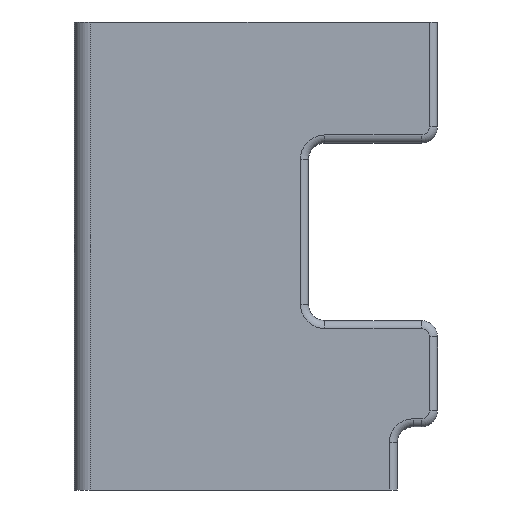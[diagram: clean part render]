
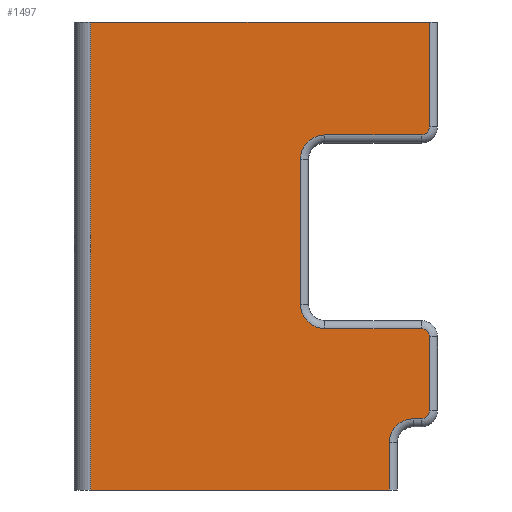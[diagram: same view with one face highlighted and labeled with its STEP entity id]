
A CAD part, left-side view. The second image highlights one B-rep face of the part: STEP entity #1497.
In plain terms, the highlighted planar face has unit normal (-1, 0, 0).
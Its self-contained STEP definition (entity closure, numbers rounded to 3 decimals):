
#8 = VECTOR ( 'NONE', #1642, 1000. ) ;
#30 = ORIENTED_EDGE ( 'NONE', *, *, #230, .T. ) ;
#31 = ORIENTED_EDGE ( 'NONE', *, *, #3189, .T. ) ;
#85 = EDGE_CURVE ( 'NONE', #2628, #4243, #2076, .T. ) ;
#89 = AXIS2_PLACEMENT_3D ( 'NONE', #5119, #2239, #930 ) ;
#128 = CARTESIAN_POINT ( 'NONE',  ( -29., -43., 20. ) ) ;
#176 = ORIENTED_EDGE ( 'NONE', *, *, #1849, .T. ) ;
#230 = EDGE_CURVE ( 'NONE', #5644, #2627, #2125, .T. ) ;
#251 = DIRECTION ( 'NONE',  ( 0., 1., 0. ) ) ;
#340 = CARTESIAN_POINT ( 'NONE',  ( -29., -31., 23. ) ) ;
#406 = LINE ( 'NONE', #3097, #3690 ) ;
#445 = ORIENTED_EDGE ( 'NONE', *, *, #3880, .T. ) ;
#497 = AXIS2_PLACEMENT_3D ( 'NONE', #685, #3484, #5458 ) ;
#516 = VERTEX_POINT ( 'NONE', #1906 ) ;
#529 = VERTEX_POINT ( 'NONE', #128 ) ;
#543 = VERTEX_POINT ( 'NONE', #3344 ) ;
#568 = CARTESIAN_POINT ( 'NONE',  ( -29., -28., 23. ) ) ;
#569 = DIRECTION ( 'NONE',  ( 0., 1., 0. ) ) ;
#581 = ORIENTED_EDGE ( 'NONE', *, *, #2769, .T. ) ;
#599 = CARTESIAN_POINT ( 'NONE',  ( -29., -44., 19. ) ) ;
#685 = CARTESIAN_POINT ( 'NONE',  ( -29., -43., 45. ) ) ;
#765 = VECTOR ( 'NONE', #4452, 1000. ) ;
#795 = ORIENTED_EDGE ( 'NONE', *, *, #1071, .F. ) ;
#857 = LINE ( 'NONE', #3243, #4472 ) ;
#915 = VERTEX_POINT ( 'NONE', #1145 ) ;
#920 = EDGE_CURVE ( 'NONE', #516, #5644, #2618, .T. ) ;
#930 = DIRECTION ( 'NONE',  ( 0., 1., 0. ) ) ;
#958 = VERTEX_POINT ( 'NONE', #2530 ) ;
#1069 = VECTOR ( 'NONE', #251, 1000. ) ;
#1071 = EDGE_CURVE ( 'NONE', #5639, #915, #857, .T. ) ;
#1086 = CIRCLE ( 'NONE', #89, 1. ) ;
#1139 = VERTEX_POINT ( 'NONE', #3361 ) ;
#1145 = CARTESIAN_POINT ( 'NONE',  ( -29., -44., 58. ) ) ;
#1229 = DIRECTION ( 'NONE',  ( 0., 1., 0. ) ) ;
#1238 = CARTESIAN_POINT ( 'NONE',  ( -29., -28., 41. ) ) ;
#1319 = LINE ( 'NONE', #5548, #2345 ) ;
#1497 = ADVANCED_FACE ( 'NONE', ( #2385 ), #3848, .F. ) ;
#1502 = CARTESIAN_POINT ( 'NONE',  ( -29., 0., 8. ) ) ;
#1516 = CARTESIAN_POINT ( 'NONE',  ( -29., -31., 44. ) ) ;
#1535 = CARTESIAN_POINT ( 'NONE',  ( -29., -43., 19. ) ) ;
#1642 = DIRECTION ( 'NONE',  ( 0., -1., 0. ) ) ;
#1771 = VERTEX_POINT ( 'NONE', #2500 ) ;
#1798 = ORIENTED_EDGE ( 'NONE', *, *, #85, .T. ) ;
#1849 = EDGE_CURVE ( 'NONE', #1771, #3028, #2000, .T. ) ;
#1887 = EDGE_CURVE ( 'NONE', #2933, #2628, #3210, .T. ) ;
#1906 = CARTESIAN_POINT ( 'NONE',  ( -29., -28., 41. ) ) ;
#1967 = EDGE_CURVE ( 'NONE', #1139, #958, #5625, .T. ) ;
#1977 = EDGE_CURVE ( 'NONE', #543, #915, #1319, .T. ) ;
#2000 = LINE ( 'NONE', #599, #3496 ) ;
#2015 = DIRECTION ( 'NONE',  ( -1., 0., 0. ) ) ;
#2076 = LINE ( 'NONE', #3942, #8 ) ;
#2125 = LINE ( 'NONE', #5415, #4211 ) ;
#2219 = DIRECTION ( 'NONE',  ( 0., 1., 0. ) ) ;
#2239 = DIRECTION ( 'NONE',  ( -1., 0., 0. ) ) ;
#2252 = CIRCLE ( 'NONE', #6075, 1. ) ;
#2345 = VECTOR ( 'NONE', #4625, 1000. ) ;
#2385 = FACE_OUTER_BOUND ( 'NONE', #5299, .T. ) ;
#2465 = EDGE_CURVE ( 'NONE', #3028, #529, #2252, .T. ) ;
#2474 = DIRECTION ( 'NONE',  ( 0., 0., 1. ) ) ;
#2483 = DIRECTION ( 'NONE',  ( 1., 0., 0. ) ) ;
#2500 = CARTESIAN_POINT ( 'NONE',  ( -29., -44., 9.826 ) ) ;
#2530 = CARTESIAN_POINT ( 'NONE',  ( -29., -39., 0. ) ) ;
#2553 = VECTOR ( 'NONE', #4346, 1000. ) ;
#2618 = CIRCLE ( 'NONE', #5056, 3. ) ;
#2627 = VERTEX_POINT ( 'NONE', #4945 ) ;
#2628 = VERTEX_POINT ( 'NONE', #5422 ) ;
#2694 = CARTESIAN_POINT ( 'NONE',  ( -29., 0., 0. ) ) ;
#2721 = ORIENTED_EDGE ( 'NONE', *, *, #1967, .T. ) ;
#2769 = EDGE_CURVE ( 'NONE', #4830, #4117, #4012, .T. ) ;
#2933 = VERTEX_POINT ( 'NONE', #3460 ) ;
#2979 = EDGE_CURVE ( 'NONE', #2627, #543, #4993, .T. ) ;
#2980 = LINE ( 'NONE', #3890, #2553 ) ;
#2985 = ORIENTED_EDGE ( 'NONE', *, *, #920, .T. ) ;
#3028 = VERTEX_POINT ( 'NONE', #5952 ) ;
#3039 = DIRECTION ( 'NONE',  ( 1., 0., 0. ) ) ;
#3097 = CARTESIAN_POINT ( 'NONE',  ( -29., -39., 8. ) ) ;
#3189 = EDGE_CURVE ( 'NONE', #4243, #1771, #1086, .T. ) ;
#3210 = CIRCLE ( 'NONE', #3407, 3. ) ;
#3222 = DIRECTION ( 'NONE',  ( 0., 0., 1. ) ) ;
#3243 = CARTESIAN_POINT ( 'NONE',  ( -29., 0., 58. ) ) ;
#3276 = DIRECTION ( 'NONE',  ( 0., -1., 0. ) ) ;
#3344 = CARTESIAN_POINT ( 'NONE',  ( -29., -44., 45. ) ) ;
#3361 = CARTESIAN_POINT ( 'NONE',  ( -29., -2., 0. ) ) ;
#3407 = AXIS2_PLACEMENT_3D ( 'NONE', #3459, #4040, #1229 ) ;
#3459 = CARTESIAN_POINT ( 'NONE',  ( -29., -42., 5.826 ) ) ;
#3460 = CARTESIAN_POINT ( 'NONE',  ( -29., -39., 5.826 ) ) ;
#3484 = DIRECTION ( 'NONE',  ( -1., 0., 0. ) ) ;
#3496 = VECTOR ( 'NONE', #2474, 1000. ) ;
#3525 = CARTESIAN_POINT ( 'NONE',  ( -29., -43., 8.826 ) ) ;
#3531 = LINE ( 'NONE', #1238, #765 ) ;
#3689 = DIRECTION ( 'NONE',  ( 0., -1., 0. ) ) ;
#3690 = VECTOR ( 'NONE', #3222, 1000. ) ;
#3848 = PLANE ( 'NONE',  #4281 ) ;
#3862 = ORIENTED_EDGE ( 'NONE', *, *, #2465, .T. ) ;
#3880 = EDGE_CURVE ( 'NONE', #4117, #516, #3531, .T. ) ;
#3890 = CARTESIAN_POINT ( 'NONE',  ( -29., -2., 0. ) ) ;
#3942 = CARTESIAN_POINT ( 'NONE',  ( -29., 0., 8.826 ) ) ;
#4012 = CIRCLE ( 'NONE', #4904, 3. ) ;
#4040 = DIRECTION ( 'NONE',  ( 1., 0., 0. ) ) ;
#4117 = VERTEX_POINT ( 'NONE', #568 ) ;
#4145 = ORIENTED_EDGE ( 'NONE', *, *, #4736, .T. ) ;
#4163 = EDGE_CURVE ( 'NONE', #529, #4830, #4942, .T. ) ;
#4211 = VECTOR ( 'NONE', #5322, 1000. ) ;
#4243 = VERTEX_POINT ( 'NONE', #3525 ) ;
#4281 = AXIS2_PLACEMENT_3D ( 'NONE', #1502, #2483, #569 ) ;
#4345 = EDGE_CURVE ( 'NONE', #958, #2933, #406, .T. ) ;
#4346 = DIRECTION ( 'NONE',  ( 0., 0., -1. ) ) ;
#4352 = CARTESIAN_POINT ( 'NONE',  ( -29., -31., 41. ) ) ;
#4441 = DIRECTION ( 'NONE',  ( 0., 1., 0. ) ) ;
#4452 = DIRECTION ( 'NONE',  ( 0., 0., 1. ) ) ;
#4472 = VECTOR ( 'NONE', #3689, 1000. ) ;
#4625 = DIRECTION ( 'NONE',  ( 0., 0., 1. ) ) ;
#4736 = EDGE_CURVE ( 'NONE', #5639, #1139, #2980, .T. ) ;
#4769 = DIRECTION ( 'NONE',  ( 0., 1., 0. ) ) ;
#4830 = VERTEX_POINT ( 'NONE', #4959 ) ;
#4904 = AXIS2_PLACEMENT_3D ( 'NONE', #340, #6001, #2219 ) ;
#4918 = ORIENTED_EDGE ( 'NONE', *, *, #1977, .T. ) ;
#4942 = LINE ( 'NONE', #5879, #1069 ) ;
#4945 = CARTESIAN_POINT ( 'NONE',  ( -29., -43., 44. ) ) ;
#4959 = CARTESIAN_POINT ( 'NONE',  ( -29., -31., 20. ) ) ;
#4976 = VECTOR ( 'NONE', #3276, 1000. ) ;
#4993 = CIRCLE ( 'NONE', #497, 1. ) ;
#5056 = AXIS2_PLACEMENT_3D ( 'NONE', #4352, #3039, #4441 ) ;
#5119 = CARTESIAN_POINT ( 'NONE',  ( -29., -43., 9.826 ) ) ;
#5233 = ORIENTED_EDGE ( 'NONE', *, *, #4345, .T. ) ;
#5299 = EDGE_LOOP ( 'NONE', ( #2721, #5233, #5436, #1798, #31, #176, #3862, #5708, #581, #445, #2985, #30, #5818, #4918, #795, #4145 ) ) ;
#5322 = DIRECTION ( 'NONE',  ( 0., -1., 0. ) ) ;
#5415 = CARTESIAN_POINT ( 'NONE',  ( -29., 0., 44. ) ) ;
#5422 = CARTESIAN_POINT ( 'NONE',  ( -29., -42., 8.826 ) ) ;
#5436 = ORIENTED_EDGE ( 'NONE', *, *, #1887, .T. ) ;
#5458 = DIRECTION ( 'NONE',  ( 0., 1., 0. ) ) ;
#5548 = CARTESIAN_POINT ( 'NONE',  ( -29., -44., 58. ) ) ;
#5625 = LINE ( 'NONE', #2694, #4976 ) ;
#5639 = VERTEX_POINT ( 'NONE', #5727 ) ;
#5644 = VERTEX_POINT ( 'NONE', #1516 ) ;
#5708 = ORIENTED_EDGE ( 'NONE', *, *, #4163, .T. ) ;
#5727 = CARTESIAN_POINT ( 'NONE',  ( -29., -2., 58. ) ) ;
#5818 = ORIENTED_EDGE ( 'NONE', *, *, #2979, .T. ) ;
#5879 = CARTESIAN_POINT ( 'NONE',  ( -29., 0., 20. ) ) ;
#5952 = CARTESIAN_POINT ( 'NONE',  ( -29., -44., 19. ) ) ;
#6001 = DIRECTION ( 'NONE',  ( 1., 0., 0. ) ) ;
#6075 = AXIS2_PLACEMENT_3D ( 'NONE', #1535, #2015, #4769 ) ;
